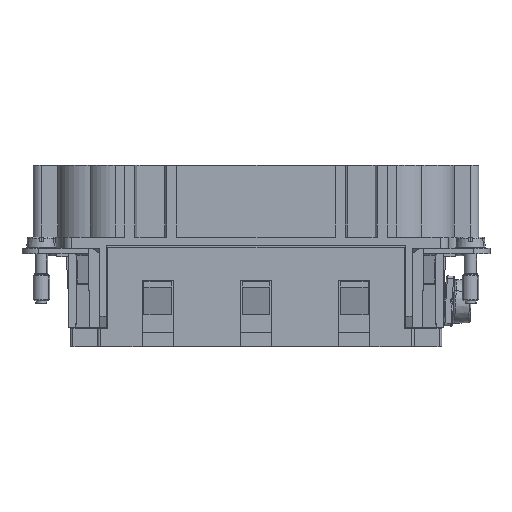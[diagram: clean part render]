
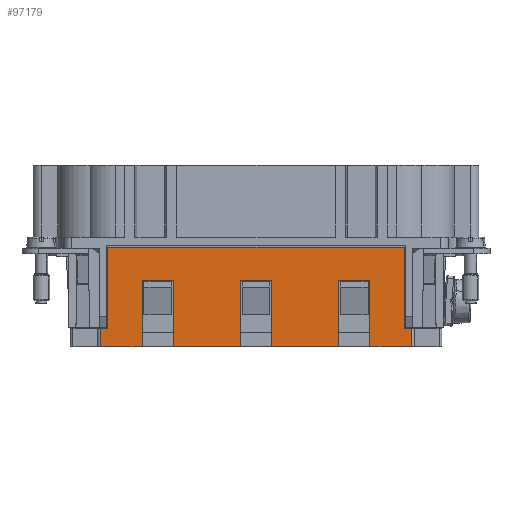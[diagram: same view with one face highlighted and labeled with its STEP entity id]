
A CAD part, left-side view. The second image highlights one B-rep face of the part: STEP entity #97179.
In plain terms, the highlighted planar face has unit normal (-1, 0, 0).
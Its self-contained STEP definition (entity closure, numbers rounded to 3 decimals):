
#97121=AXIS2_PLACEMENT_3D('Plane Axis2P3D',#97118,#97119,#97120) ;
#84303=CARTESIAN_POINT('Line Origine',(0.9,69.,10.675)) ;
#84307=CARTESIAN_POINT('Vertex',(0.9,69.,18.)) ;
#84309=CARTESIAN_POINT('Vertex',(0.9,69.,3.35)) ;
#84344=CARTESIAN_POINT('Vertex',(0.9,15.5,18.)) ;
#84352=CARTESIAN_POINT('Line Origine',(0.9,42.25,18.)) ;
#84371=CARTESIAN_POINT('Line Origine',(0.9,15.5,10.675)) ;
#84375=CARTESIAN_POINT('Vertex',(0.9,15.5,3.35)) ;
#91313=CARTESIAN_POINT('Vertex',(0.9,21.7,0.)) ;
#91316=CARTESIAN_POINT('Line Origine',(0.9,21.7,6.)) ;
#91320=CARTESIAN_POINT('Vertex',(0.9,21.7,12.)) ;
#91394=CARTESIAN_POINT('Line Origine',(0.9,24.5,12.)) ;
#91398=CARTESIAN_POINT('Vertex',(0.9,27.3,12.)) ;
#91418=CARTESIAN_POINT('Line Origine',(0.9,27.3,6.)) ;
#91422=CARTESIAN_POINT('Vertex',(0.9,27.3,0.)) ;
#91460=CARTESIAN_POINT('Vertex',(0.9,45.05,12.)) ;
#91465=CARTESIAN_POINT('Line Origine',(0.9,45.05,6.)) ;
#91469=CARTESIAN_POINT('Vertex',(0.9,45.05,0.)) ;
#91518=CARTESIAN_POINT('Vertex',(0.9,39.45,12.)) ;
#91521=CARTESIAN_POINT('Line Origine',(0.9,42.25,12.)) ;
#91573=CARTESIAN_POINT('Vertex',(0.9,39.45,0.)) ;
#91576=CARTESIAN_POINT('Line Origine',(0.9,39.45,6.)) ;
#91634=CARTESIAN_POINT('Vertex',(0.9,57.2,0.)) ;
#91637=CARTESIAN_POINT('Line Origine',(0.9,57.2,6.)) ;
#91641=CARTESIAN_POINT('Vertex',(0.9,57.2,12.)) ;
#91665=CARTESIAN_POINT('Line Origine',(0.9,60.,12.)) ;
#91669=CARTESIAN_POINT('Vertex',(0.9,62.8,12.)) ;
#91732=CARTESIAN_POINT('Line Origine',(0.9,62.8,6.)) ;
#91736=CARTESIAN_POINT('Vertex',(0.9,62.8,0.)) ;
#97024=CARTESIAN_POINT('Line Origine',(0.9,14.825,3.35)) ;
#97028=CARTESIAN_POINT('Vertex',(0.9,14.15,3.35)) ;
#97072=CARTESIAN_POINT('Vertex',(0.9,14.15,0.)) ;
#97075=CARTESIAN_POINT('Line Origine',(0.9,14.15,9.)) ;
#97118=CARTESIAN_POINT('Axis2P3D Location',(0.9,42.25,0.)) ;
#97123=CARTESIAN_POINT('Line Origine',(0.9,66.575,0.)) ;
#97127=CARTESIAN_POINT('Vertex',(0.9,70.35,0.)) ;
#97130=CARTESIAN_POINT('Line Origine',(0.9,51.125,0.)) ;
#97135=CARTESIAN_POINT('Line Origine',(0.9,33.375,0.)) ;
#97140=CARTESIAN_POINT('Line Origine',(0.9,17.925,0.)) ;
#97145=CARTESIAN_POINT('Line Origine',(0.9,69.675,3.35)) ;
#97149=CARTESIAN_POINT('Vertex',(0.9,70.35,3.35)) ;
#97152=CARTESIAN_POINT('Line Origine',(0.9,70.35,1.675)) ;
#84304=DIRECTION('Vector Direction',(0.,0.,-1.)) ;
#84353=DIRECTION('Vector Direction',(0.,-1.,0.)) ;
#84372=DIRECTION('Vector Direction',(0.,0.,1.)) ;
#91317=DIRECTION('Vector Direction',(0.,0.,1.)) ;
#91395=DIRECTION('Vector Direction',(0.,1.,0.)) ;
#91419=DIRECTION('Vector Direction',(0.,0.,-1.)) ;
#91466=DIRECTION('Vector Direction',(0.,0.,-1.)) ;
#91522=DIRECTION('Vector Direction',(0.,-1.,0.)) ;
#91577=DIRECTION('Vector Direction',(0.,0.,1.)) ;
#91638=DIRECTION('Vector Direction',(0.,0.,-1.)) ;
#91666=DIRECTION('Vector Direction',(0.,-1.,0.)) ;
#91733=DIRECTION('Vector Direction',(0.,0.,1.)) ;
#97025=DIRECTION('Vector Direction',(0.,-1.,0.)) ;
#97076=DIRECTION('Vector Direction',(0.,0.,1.)) ;
#97119=DIRECTION('Axis2P3D Direction',(-1.,0.,0.)) ;
#97120=DIRECTION('Axis2P3D XDirection',(0.,-1.,0.)) ;
#97124=DIRECTION('Vector Direction',(0.,-1.,0.)) ;
#97131=DIRECTION('Vector Direction',(0.,-1.,0.)) ;
#97136=DIRECTION('Vector Direction',(0.,-1.,0.)) ;
#97141=DIRECTION('Vector Direction',(0.,-1.,0.)) ;
#97146=DIRECTION('Vector Direction',(0.,-1.,0.)) ;
#97153=DIRECTION('Vector Direction',(0.,0.,1.)) ;
#84305=VECTOR('Line Direction',#84304,1.) ;
#84354=VECTOR('Line Direction',#84353,1.) ;
#84373=VECTOR('Line Direction',#84372,1.) ;
#91318=VECTOR('Line Direction',#91317,1.) ;
#91396=VECTOR('Line Direction',#91395,1.) ;
#91420=VECTOR('Line Direction',#91419,1.) ;
#91467=VECTOR('Line Direction',#91466,1.) ;
#91523=VECTOR('Line Direction',#91522,1.) ;
#91578=VECTOR('Line Direction',#91577,1.) ;
#91639=VECTOR('Line Direction',#91638,1.) ;
#91667=VECTOR('Line Direction',#91666,1.) ;
#91734=VECTOR('Line Direction',#91733,1.) ;
#97026=VECTOR('Line Direction',#97025,1.) ;
#97077=VECTOR('Line Direction',#97076,1.) ;
#97125=VECTOR('Line Direction',#97124,1.) ;
#97132=VECTOR('Line Direction',#97131,1.) ;
#97137=VECTOR('Line Direction',#97136,1.) ;
#97142=VECTOR('Line Direction',#97141,1.) ;
#97147=VECTOR('Line Direction',#97146,1.) ;
#97154=VECTOR('Line Direction',#97153,1.) ;
#97158=ORIENTED_EDGE('',*,*,#97129,.T.) ;
#97159=ORIENTED_EDGE('',*,*,#91738,.F.) ;
#97160=ORIENTED_EDGE('',*,*,#91671,.F.) ;
#97161=ORIENTED_EDGE('',*,*,#91643,.F.) ;
#97162=ORIENTED_EDGE('',*,*,#97134,.T.) ;
#97163=ORIENTED_EDGE('',*,*,#91471,.F.) ;
#97164=ORIENTED_EDGE('',*,*,#91525,.F.) ;
#97165=ORIENTED_EDGE('',*,*,#91580,.F.) ;
#97166=ORIENTED_EDGE('',*,*,#97139,.T.) ;
#97167=ORIENTED_EDGE('',*,*,#91424,.F.) ;
#97168=ORIENTED_EDGE('',*,*,#91400,.F.) ;
#97169=ORIENTED_EDGE('',*,*,#91322,.F.) ;
#97170=ORIENTED_EDGE('',*,*,#97144,.T.) ;
#97171=ORIENTED_EDGE('',*,*,#97079,.F.) ;
#97172=ORIENTED_EDGE('',*,*,#97030,.F.) ;
#97173=ORIENTED_EDGE('',*,*,#84377,.T.) ;
#97174=ORIENTED_EDGE('',*,*,#84356,.T.) ;
#97175=ORIENTED_EDGE('',*,*,#84311,.T.) ;
#97176=ORIENTED_EDGE('',*,*,#97151,.F.) ;
#97177=ORIENTED_EDGE('',*,*,#97156,.T.) ;
#97179=ADVANCED_FACE('Hauptk\X2\00F6\X0\rper',(#97178),#97122,.T.) ;
#84311=EDGE_CURVE('',#84308,#84310,#84306,.T.) ;
#84356=EDGE_CURVE('',#84345,#84308,#84355,.F.) ;
#84377=EDGE_CURVE('',#84376,#84345,#84374,.T.) ;
#91322=EDGE_CURVE('',#91314,#91321,#91319,.T.) ;
#91400=EDGE_CURVE('',#91321,#91399,#91397,.T.) ;
#91424=EDGE_CURVE('',#91399,#91423,#91421,.T.) ;
#91471=EDGE_CURVE('',#91461,#91470,#91468,.T.) ;
#91525=EDGE_CURVE('',#91519,#91461,#91524,.F.) ;
#91580=EDGE_CURVE('',#91574,#91519,#91579,.T.) ;
#91643=EDGE_CURVE('',#91635,#91642,#91640,.F.) ;
#91671=EDGE_CURVE('',#91642,#91670,#91668,.F.) ;
#91738=EDGE_CURVE('',#91670,#91737,#91735,.F.) ;
#97030=EDGE_CURVE('',#84376,#97029,#97027,.T.) ;
#97079=EDGE_CURVE('',#97029,#97073,#97078,.F.) ;
#97129=EDGE_CURVE('',#97128,#91737,#97126,.T.) ;
#97134=EDGE_CURVE('',#91635,#91470,#97133,.T.) ;
#97139=EDGE_CURVE('',#91574,#91423,#97138,.T.) ;
#97144=EDGE_CURVE('',#91314,#97073,#97143,.T.) ;
#97151=EDGE_CURVE('',#97150,#84310,#97148,.T.) ;
#97156=EDGE_CURVE('',#97150,#97128,#97155,.F.) ;
#97157=EDGE_LOOP('',(#97158,#97159,#97160,#97161,#97162,#97163,#97164,#97165,#97166,#97167,#97168,#97169,#97170,#97171,#97172,#97173,#97174,#97175,#97176,#97177)) ;
#97178=FACE_OUTER_BOUND('',#97157,.T.) ;
#84306=LINE('Line',#84303,#84305) ;
#84355=LINE('Line',#84352,#84354) ;
#84374=LINE('Line',#84371,#84373) ;
#91319=LINE('Line',#91316,#91318) ;
#91397=LINE('Line',#91394,#91396) ;
#91421=LINE('Line',#91418,#91420) ;
#91468=LINE('Line',#91465,#91467) ;
#91524=LINE('Line',#91521,#91523) ;
#91579=LINE('Line',#91576,#91578) ;
#91640=LINE('Line',#91637,#91639) ;
#91668=LINE('Line',#91665,#91667) ;
#91735=LINE('Line',#91732,#91734) ;
#97027=LINE('Line',#97024,#97026) ;
#97078=LINE('Line',#97075,#97077) ;
#97126=LINE('Line',#97123,#97125) ;
#97133=LINE('Line',#97130,#97132) ;
#97138=LINE('Line',#97135,#97137) ;
#97143=LINE('Line',#97140,#97142) ;
#97148=LINE('Line',#97145,#97147) ;
#97155=LINE('Line',#97152,#97154) ;
#97122=PLANE('',#97121) ;
#84308=VERTEX_POINT('',#84307) ;
#84310=VERTEX_POINT('',#84309) ;
#84345=VERTEX_POINT('',#84344) ;
#84376=VERTEX_POINT('',#84375) ;
#91314=VERTEX_POINT('',#91313) ;
#91321=VERTEX_POINT('',#91320) ;
#91399=VERTEX_POINT('',#91398) ;
#91423=VERTEX_POINT('',#91422) ;
#91461=VERTEX_POINT('',#91460) ;
#91470=VERTEX_POINT('',#91469) ;
#91519=VERTEX_POINT('',#91518) ;
#91574=VERTEX_POINT('',#91573) ;
#91635=VERTEX_POINT('',#91634) ;
#91642=VERTEX_POINT('',#91641) ;
#91670=VERTEX_POINT('',#91669) ;
#91737=VERTEX_POINT('',#91736) ;
#97029=VERTEX_POINT('',#97028) ;
#97073=VERTEX_POINT('',#97072) ;
#97128=VERTEX_POINT('',#97127) ;
#97150=VERTEX_POINT('',#97149) ;
